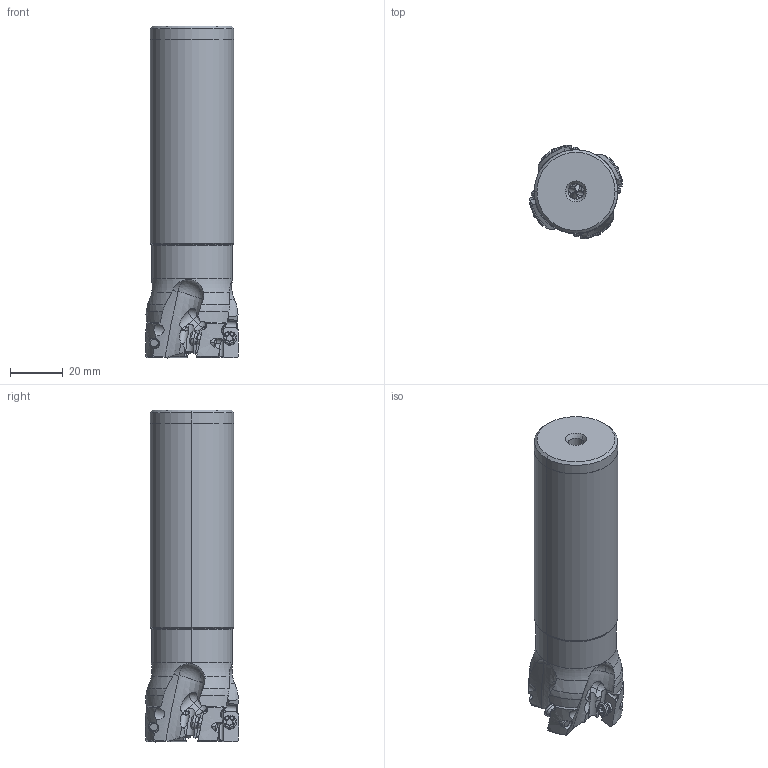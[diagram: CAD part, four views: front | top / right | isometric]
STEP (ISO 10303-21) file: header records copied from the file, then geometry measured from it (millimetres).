
FILE_DESCRIPTION(/* description */ (''),/* implementation_level */ '2;1');
FILE_NAME(/* name */ 'APX4000UR244SA20SA.stp',/* time_stamp */ '2021-09-08T11:43:10+09:00',/* author */ (''),/* organization */ (''),/* preprocessor_version */ 'ST-DEVELOPER v16',/* originating_system */ 'SIEMENS PLM Software NX 10.0',/* authorisation */ '');
FILE_SCHEMA (('AUTOMOTIVE_DESIGN { 1 0 10303 214 3 1 1 1 }'));
Length unit declared in the file: millimetre
Products named in the file (1): APX4000UR244SA20SA_ASM
Bounding box: 35.18 x 35.36 x 126.04 mm (x, y, z)
Volume: 89214.3 mm3; surface area: 18378.1 mm2
Topology: 5 solids, 5 shells, 343 faces, 1070 edges, 746 vertices
Faces by surface type: cylinder 142, plane 75, cone 62, sphere 28, torus 24, bspline 12
Entity records: 17994 total; most frequent: CARTESIAN_POINT 8445, ORIENTED_EDGE 2100, DIRECTION 1870, EDGE_CURVE 1050, AXIS2_PLACEMENT_3D 823, VERTEX_POINT 716, CIRCLE 408, B_SPLINE_CURVE_WITH_KNOTS 366
